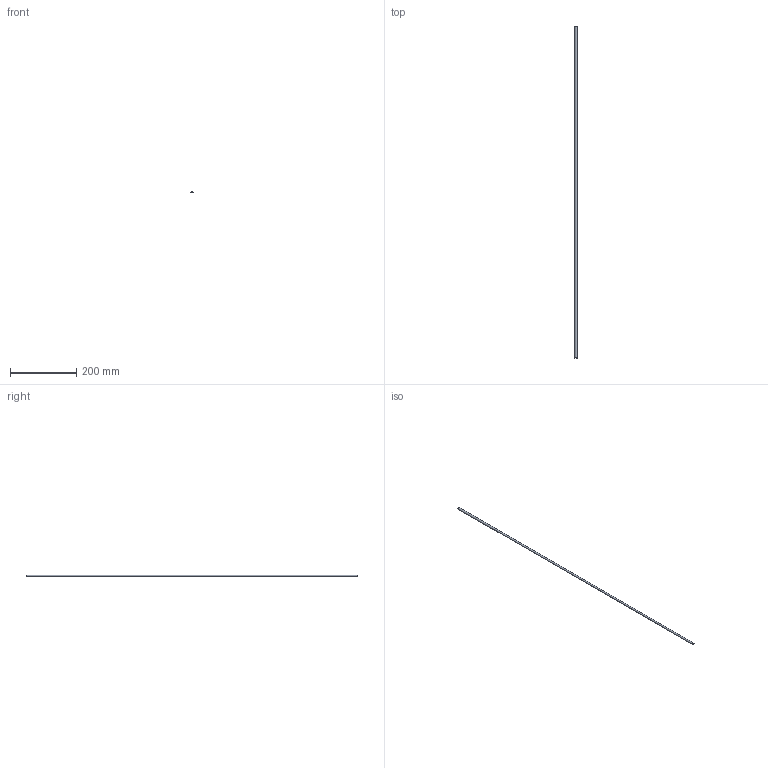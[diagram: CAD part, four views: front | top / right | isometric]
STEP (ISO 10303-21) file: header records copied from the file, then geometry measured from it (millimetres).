
FILE_DESCRIPTION(/* description */ ('Unknown'),/* implementation_level */ '2;1');
FILE_NAME(/* name */ '3036436199',/* time_stamp */ '2024-09-18T10:25:21+08:00',/* author */ ('Unknown'),/* organization */ ('Unknown'),/* preprocessor_version */ 'ST-DEVELOPER v19.4',/* originating_system */ 'Solid Edge',/* authorisation */ 'Unknown');
FILE_SCHEMA (('AUTOMOTIVE_DESIGN {1 0 10303 214 3 1 1}'));
Length unit declared in the file: millimetre
Products named in the file (5): 3036436199; Nicu-Woven; Foam; Glue; Release Tape
Assembly tree (4 placements, depth 2):
  3036436199
    Nicu-Woven
    Foam
    Glue
    Release Tape
Bounding box: 6.44 x 1000 x 3.8 mm (x, y, z)
Volume: 19237.9 mm3; surface area: 60887.9 mm2
Topology: 4 solids, 4 shells, 22 faces, 42 edges, 28 vertices
Faces by surface type: plane 19, cylinder 3
Entity records: 685 total; most frequent: DIRECTION 102, CARTESIAN_POINT 97, ORIENTED_EDGE 84, EDGE_CURVE 42, LINE 36, VECTOR 36, AXIS2_PLACEMENT_3D 33, VERTEX_POINT 28
